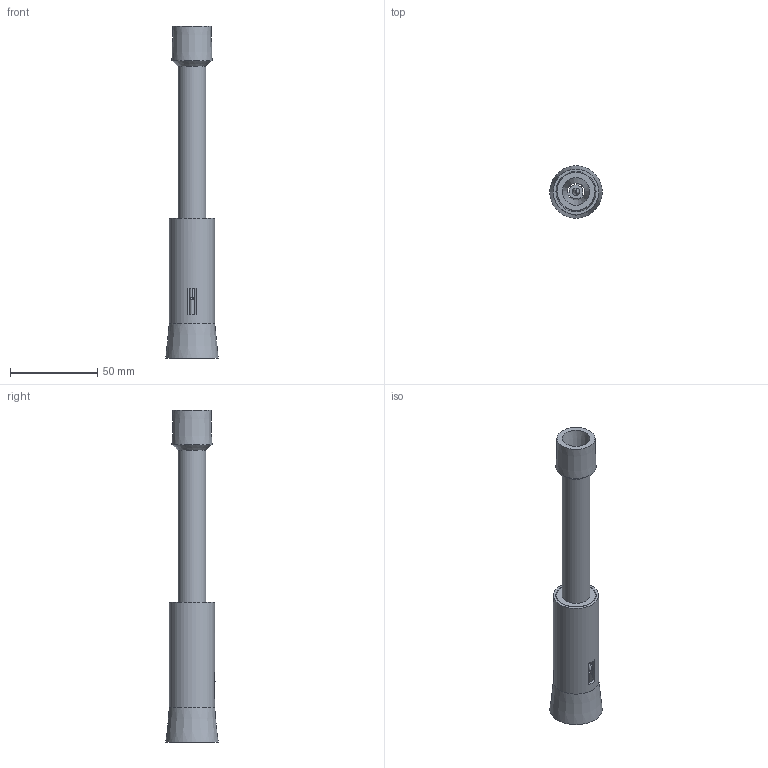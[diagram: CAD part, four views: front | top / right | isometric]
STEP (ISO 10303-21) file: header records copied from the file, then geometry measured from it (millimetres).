
FILE_DESCRIPTION(('FreeCAD Model'),'2;1');
FILE_NAME( 'pitot-flow.step' ,'2020-06-04T21:05:33',('Author'),(''), 'Open CASCADE STEP processor 7.3','FreeCAD','Unknown');
FILE_SCHEMA(('CONFIG_CONTROL_DESIGN','SHAPE_APPEARANCE_LAYER_MIM'));
Length unit declared in the file: millimetre
Products named in the file (6): Pitotube002; Pitotube; Pitotube001; Extrude001; Chamfer001; Fusion002
Assembly tree (2 placements, depth 2):
  Pitotube002
    Pitotube
    Pitotube001
  Extrude001
  Chamfer001
  Fusion002
Bounding box: 30 x 30 x 190 mm (x, y, z)
Volume: 30726.1 mm3; surface area: 27184.9 mm2
Topology: 5 solids, 5 shells, 72 faces, 159 edges, 104 vertices
Faces by surface type: plane 32, cylinder 24, cone 8, torus 4, bspline 4
Full cylindrical faces by diameter (mm): 4.2 x1, 10 x1, 16 x1, 22.5 x1, 23 x1, 26 x1
Entity records: 4976 total; most frequent: CARTESIAN_POINT 1310, DIRECTION 647, ORIENTED_EDGE 318, PCURVE 318, DEFINITIONAL_REPRESENTATION 318, LINE 301, VECTOR 301, EDGE_CURVE 159
